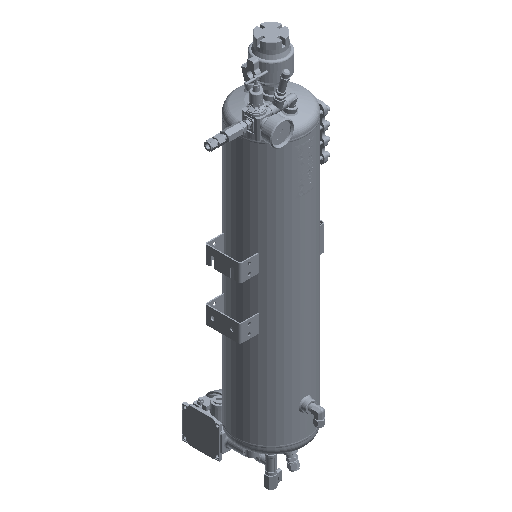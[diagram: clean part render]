
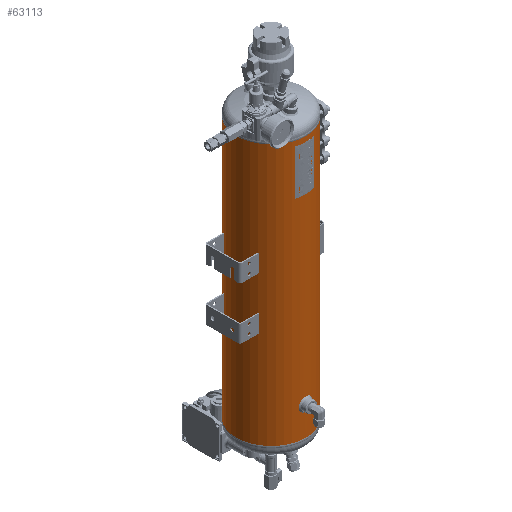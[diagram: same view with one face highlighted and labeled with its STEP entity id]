
A CAD part, isometric view. The second image highlights one B-rep face of the part: STEP entity #63113.
In plain terms, the highlighted cylindrical face has radius 100 mm (diameter 200 mm), a partial arc.
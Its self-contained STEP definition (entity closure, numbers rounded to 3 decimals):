
#3835=B_SPLINE_CURVE_WITH_KNOTS('',3,(#104430,#104431,#104432,#104433,#104434,
#104435,#104436,#104437,#104438,#104439,#104440),.UNSPECIFIED.,.T.,.F.,
(1,1,1,1,1,1,1,1,1,1,1,1,1,1,1),(-0.012,-0.008,
-0.004,0.,0.004,0.008,0.012,
0.016,0.02,0.023,0.027,
0.031,0.035,0.039,0.043),
 .UNSPECIFIED.);
#3836=B_SPLINE_CURVE_WITH_KNOTS('',3,(#104442,#104443,#104444,#104445,#104446,
#104447,#104448,#104449,#104450,#104451,#104452),.UNSPECIFIED.,.T.,.F.,
(1,1,1,1,1,1,1,1,1,1,1,1,1,1,1),(-0.012,-0.008,
-0.004,0.,0.004,0.008,0.012,
0.016,0.02,0.023,0.027,
0.031,0.035,0.039,0.043),
 .UNSPECIFIED.);
#3837=B_SPLINE_CURVE_WITH_KNOTS('',3,(#104454,#104455,#104456,#104457,#104458,
#104459,#104460,#104461,#104462,#104463,#104464,#104465,#104466,#104467,
#104468,#104469,#104470,#104471,#104472),.UNSPECIFIED.,.T.,.F.,(1,1,1,1,
1,1,1,1,1,1,1,1,1,1,1,1,1,1,1,1,1,1,1),(-0.018,-0.012,
-0.006,0.,0.006,0.012,
0.018,0.023,0.029,0.035,
0.041,0.047,0.053,0.059,
0.065,0.07,0.076,0.082,
0.088,0.094,0.1,0.106,
0.112),.UNSPECIFIED.);
#6372=LINE('',#104474,#10257);
#6373=LINE('',#104479,#10258);
#10257=VECTOR('',#86702,1000.);
#10258=VECTOR('',#86705,1000.);
#14147=ORIENTED_EDGE('',*,*,#33255,.T.);
#14148=ORIENTED_EDGE('',*,*,#33256,.T.);
#14149=ORIENTED_EDGE('',*,*,#33257,.T.);
#14150=ORIENTED_EDGE('',*,*,#33258,.T.);
#14151=ORIENTED_EDGE('',*,*,#33259,.T.);
#14152=ORIENTED_EDGE('',*,*,#33260,.F.);
#14153=ORIENTED_EDGE('',*,*,#33261,.F.);
#33255=EDGE_CURVE('',#42809,#42809,#3835,.T.);
#33256=EDGE_CURVE('',#42810,#42810,#3836,.T.);
#33257=EDGE_CURVE('',#42811,#42811,#3837,.T.);
#33258=EDGE_CURVE('',#42812,#42813,#6372,.T.);
#33259=EDGE_CURVE('',#42813,#42814,#49273,.T.);
#33260=EDGE_CURVE('',#42815,#42814,#6373,.T.);
#33261=EDGE_CURVE('',#42812,#42815,#49274,.T.);
#42809=VERTEX_POINT('',#104441);
#42810=VERTEX_POINT('',#104453);
#42811=VERTEX_POINT('',#104473);
#42812=VERTEX_POINT('',#104475);
#42813=VERTEX_POINT('',#104476);
#42814=VERTEX_POINT('',#104478);
#42815=VERTEX_POINT('',#104480);
#49273=CIRCLE('',#79795,100.);
#49274=CIRCLE('',#79796,100.);
#51949=EDGE_LOOP('',(#14147));
#51950=EDGE_LOOP('',(#14148));
#51951=EDGE_LOOP('',(#14149));
#51952=EDGE_LOOP('',(#14150,#14151,#14152,#14153));
#56973=FACE_BOUND('',#51949,.T.);
#56974=FACE_BOUND('',#51950,.T.);
#56975=FACE_BOUND('',#51951,.T.);
#56976=FACE_BOUND('',#51952,.T.);
#61995=CYLINDRICAL_SURFACE('',#79794,100.);
#63113=ADVANCED_FACE('',(#56973,#56974,#56975,#56976),#61995,.T.);
#79794=AXIS2_PLACEMENT_3D('',#104429,#86700,#86701);
#79795=AXIS2_PLACEMENT_3D('',#104477,#86703,#86704);
#79796=AXIS2_PLACEMENT_3D('',#104481,#86706,#86707);
#86700=DIRECTION('',(0.,-1.,0.));
#86701=DIRECTION('',(0.,0.,-1.));
#86702=DIRECTION('',(0.,-1.,0.));
#86703=DIRECTION('',(0.,1.,0.));
#86704=DIRECTION('',(1.,0.,0.));
#86705=DIRECTION('',(0.,-1.,0.));
#86706=DIRECTION('',(0.,1.,0.));
#86707=DIRECTION('',(1.,0.,0.));
#104429=CARTESIAN_POINT('',(0.,750.,0.));
#104430=CARTESIAN_POINT('',(-3.915,48.922,-99.938));
#104431=CARTESIAN_POINT('',(-5.542,44.999,-99.844));
#104432=CARTESIAN_POINT('',(-3.916,41.082,-99.938));
#104433=CARTESIAN_POINT('',(-0.004,39.46,-100.031));
#104434=CARTESIAN_POINT('',(3.917,41.079,-99.938));
#104435=CARTESIAN_POINT('',(5.54,44.999,-99.844));
#104436=CARTESIAN_POINT('',(3.922,48.913,-99.937));
#104437=CARTESIAN_POINT('',(0.006,50.541,-100.031));
#104438=CARTESIAN_POINT('',(-3.915,48.922,-99.938));
#104439=CARTESIAN_POINT('',(-5.542,44.999,-99.844));
#104440=CARTESIAN_POINT('',(-3.916,41.082,-99.938));
#104441=CARTESIAN_POINT('',(-5.,45.,-99.875));
#104442=CARTESIAN_POINT('',(-3.915,158.922,-99.938));
#104443=CARTESIAN_POINT('',(-5.542,154.999,-99.844));
#104444=CARTESIAN_POINT('',(-3.916,151.082,-99.938));
#104445=CARTESIAN_POINT('',(-0.004,149.46,-100.031));
#104446=CARTESIAN_POINT('',(3.917,151.079,-99.938));
#104447=CARTESIAN_POINT('',(5.54,154.999,-99.844));
#104448=CARTESIAN_POINT('',(3.922,158.913,-99.937));
#104449=CARTESIAN_POINT('',(0.006,160.541,-100.031));
#104450=CARTESIAN_POINT('',(-3.915,158.922,-99.938));
#104451=CARTESIAN_POINT('',(-5.542,154.999,-99.844));
#104452=CARTESIAN_POINT('',(-3.916,151.082,-99.938));
#104453=CARTESIAN_POINT('',(-5.,155.,-99.875));
#104454=CARTESIAN_POINT('',(-98.994,672.42,14.208));
#104455=CARTESIAN_POINT('',(-98.806,666.495,15.395));
#104456=CARTESIAN_POINT('',(-98.993,660.6,14.214));
#104457=CARTESIAN_POINT('',(-99.436,655.617,10.88));
#104458=CARTESIAN_POINT('',(-99.878,652.286,5.9));
#104459=CARTESIAN_POINT('',(-100.061,651.109,0.009));
#104460=CARTESIAN_POINT('',(-99.879,652.279,-5.887));
#104461=CARTESIAN_POINT('',(-99.437,655.615,-10.879));
#104462=CARTESIAN_POINT('',(-98.992,660.601,-14.215));
#104463=CARTESIAN_POINT('',(-98.807,666.494,-15.391));
#104464=CARTESIAN_POINT('',(-98.992,672.387,-14.219));
#104465=CARTESIAN_POINT('',(-99.435,677.371,-10.892));
#104466=CARTESIAN_POINT('',(-99.877,680.709,-5.914));
#104467=CARTESIAN_POINT('',(-100.061,681.893,-0.013));
#104468=CARTESIAN_POINT('',(-99.878,680.72,5.889));
#104469=CARTESIAN_POINT('',(-99.437,677.387,10.874));
#104470=CARTESIAN_POINT('',(-98.994,672.42,14.208));
#104471=CARTESIAN_POINT('',(-98.806,666.495,15.395));
#104472=CARTESIAN_POINT('',(-98.993,660.6,14.214));
#104473=CARTESIAN_POINT('',(-98.869,666.5,15.));
#104474=CARTESIAN_POINT('',(0.254,801.561,100.));
#104475=CARTESIAN_POINT('',(0.254,750.,100.));
#104476=CARTESIAN_POINT('',(0.254,0.,100.));
#104477=CARTESIAN_POINT('',(0.,0.,0.));
#104478=CARTESIAN_POINT('',(-0.254,0.,100.));
#104479=CARTESIAN_POINT('',(-0.254,801.561,100.));
#104480=CARTESIAN_POINT('',(-0.254,750.,100.));
#104481=CARTESIAN_POINT('',(0.,750.,0.));
